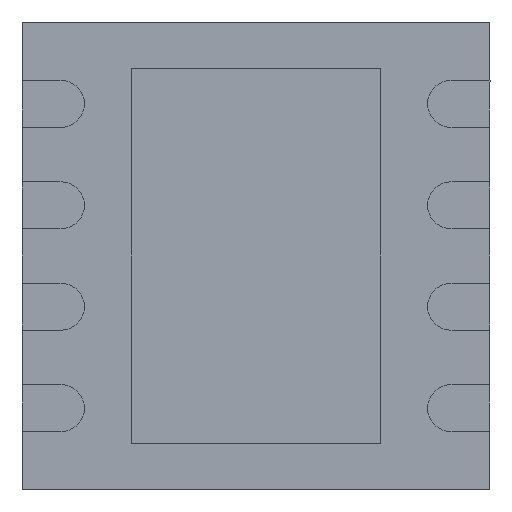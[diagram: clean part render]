
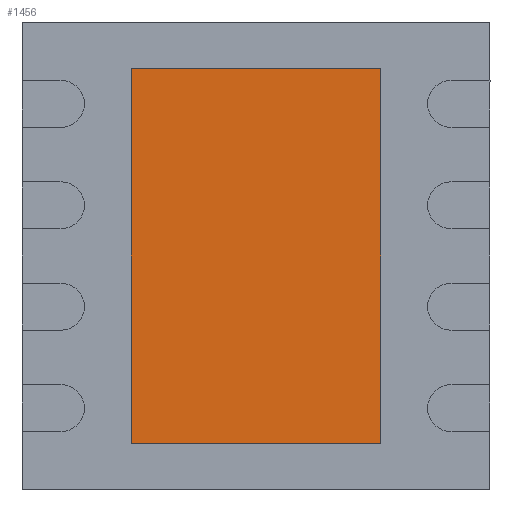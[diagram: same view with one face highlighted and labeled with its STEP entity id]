
A CAD part, front view. The second image highlights one B-rep face of the part: STEP entity #1456.
In plain terms, the highlighted planar face has unit normal (0, -1, 0).
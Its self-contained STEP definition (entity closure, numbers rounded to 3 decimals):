
#14 = LINE ( 'NONE', #1897, #1442 ) ;
#122 = VECTOR ( 'NONE', #2554, 1000. ) ;
#155 = LINE ( 'NONE', #926, #2636 ) ;
#195 = CARTESIAN_POINT ( 'NONE',  ( -0.8, 0., -1.2 ) ) ;
#215 = DIRECTION ( 'NONE',  ( 1., 0., 0. ) ) ;
#391 = EDGE_CURVE ( 'NONE', #2674, #782, #14, .T. ) ;
#487 = ORIENTED_EDGE ( 'NONE', *, *, #391, .F. ) ;
#508 = DIRECTION ( 'NONE',  ( 0., -1., 0. ) ) ;
#548 = ORIENTED_EDGE ( 'NONE', *, *, #949, .F. ) ;
#616 = AXIS2_PLACEMENT_3D ( 'NONE', #1691, #508, #2328 ) ;
#706 = VERTEX_POINT ( 'NONE', #1635 ) ;
#782 = VERTEX_POINT ( 'NONE', #1396 ) ;
#926 = CARTESIAN_POINT ( 'NONE',  ( 0.8, 0., 1.2 ) ) ;
#949 = EDGE_CURVE ( 'NONE', #782, #1519, #155, .T. ) ;
#1017 = CARTESIAN_POINT ( 'NONE',  ( 0.8, 0., -1.2 ) ) ;
#1157 = CARTESIAN_POINT ( 'NONE',  ( -0.8, 0., 1.2 ) ) ;
#1207 = CARTESIAN_POINT ( 'NONE',  ( -0.8, 0., 1.2 ) ) ;
#1396 = CARTESIAN_POINT ( 'NONE',  ( 0.8, 0., 1.2 ) ) ;
#1442 = VECTOR ( 'NONE', #215, 1000. ) ;
#1456 = ADVANCED_FACE ( 'NONE', ( #1706 ), #2363, .T. ) ;
#1519 = VERTEX_POINT ( 'NONE', #1017 ) ;
#1635 = CARTESIAN_POINT ( 'NONE',  ( -0.8, 0., -1.2 ) ) ;
#1691 = CARTESIAN_POINT ( 'NONE',  ( 0., 0., 0. ) ) ;
#1706 = FACE_OUTER_BOUND ( 'NONE', #1948, .T. ) ;
#1857 = LINE ( 'NONE', #195, #122 ) ;
#1862 = DIRECTION ( 'NONE',  ( 0., 0., -1. ) ) ;
#1897 = CARTESIAN_POINT ( 'NONE',  ( -0.8, 0., 1.2 ) ) ;
#1948 = EDGE_LOOP ( 'NONE', ( #548, #487, #2143, #2309 ) ) ;
#2046 = EDGE_CURVE ( 'NONE', #706, #2674, #2374, .T. ) ;
#2143 = ORIENTED_EDGE ( 'NONE', *, *, #2046, .F. ) ;
#2213 = VECTOR ( 'NONE', #2873, 1000. ) ;
#2309 = ORIENTED_EDGE ( 'NONE', *, *, #2673, .F. ) ;
#2328 = DIRECTION ( 'NONE',  ( 0., 0., -1. ) ) ;
#2363 = PLANE ( 'NONE',  #616 ) ;
#2374 = LINE ( 'NONE', #1207, #2213 ) ;
#2554 = DIRECTION ( 'NONE',  ( -1., 0., 0. ) ) ;
#2636 = VECTOR ( 'NONE', #1862, 1000. ) ;
#2673 = EDGE_CURVE ( 'NONE', #1519, #706, #1857, .T. ) ;
#2674 = VERTEX_POINT ( 'NONE', #1157 ) ;
#2873 = DIRECTION ( 'NONE',  ( 0., 0., 1. ) ) ;
